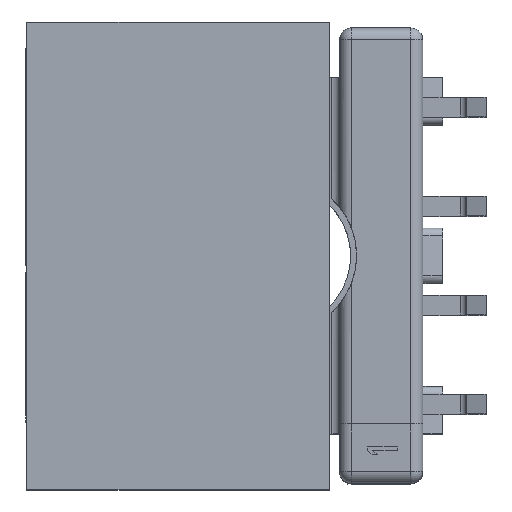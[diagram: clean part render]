
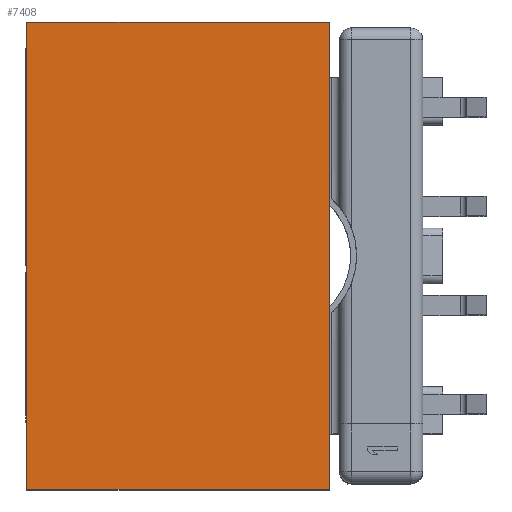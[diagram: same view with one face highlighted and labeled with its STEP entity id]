
A CAD part, top view. The second image highlights one B-rep face of the part: STEP entity #7408.
In plain terms, the highlighted planar face has unit normal (0, 0, 1).
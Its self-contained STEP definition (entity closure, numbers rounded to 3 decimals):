
#744=FACE_OUTER_BOUND('',#1175,.T.);
#1175=EDGE_LOOP('',(#5829,#5830,#5831,#5832));
#1764=LINE('',#12071,#2533);
#1770=LINE('',#12084,#2539);
#1787=LINE('',#12170,#2556);
#1788=LINE('',#12171,#2557);
#2533=VECTOR('',#8756,10.);
#2539=VECTOR('',#8766,10.);
#2556=VECTOR('',#8793,10.);
#2557=VECTOR('',#8794,10.);
#3288=VERTEX_POINT('',#12067);
#3290=VERTEX_POINT('',#12070);
#3293=VERTEX_POINT('',#12078);
#3295=VERTEX_POINT('',#12082);
#4182=EDGE_CURVE('',#3288,#3290,#1764,.T.);
#4188=EDGE_CURVE('',#3293,#3295,#1770,.T.);
#4213=EDGE_CURVE('',#3293,#3288,#1787,.T.);
#4214=EDGE_CURVE('',#3290,#3295,#1788,.T.);
#5829=ORIENTED_EDGE('',*,*,#4213,.F.);
#5830=ORIENTED_EDGE('',*,*,#4188,.T.);
#5831=ORIENTED_EDGE('',*,*,#4214,.F.);
#5832=ORIENTED_EDGE('',*,*,#4182,.F.);
#7077=PLANE('',#7781);
#7408=ADVANCED_FACE('',(#744),#7077,.T.);
#7781=AXIS2_PLACEMENT_3D('',#12169,#8791,#8792);
#8756=DIRECTION('',(0.,1.,0.));
#8766=DIRECTION('',(0.,1.,0.));
#8791=DIRECTION('center_axis',(0.,0.,1.));
#8792=DIRECTION('ref_axis',(1.,0.,0.));
#8793=DIRECTION('',(-1.,0.,0.));
#8794=DIRECTION('',(1.,0.,0.));
#12067=CARTESIAN_POINT('',(-7.9,-0.15,-0.5));
#12070=CARTESIAN_POINT('',(-7.9,11.65,-0.5));
#12071=CARTESIAN_POINT('',(-7.9,-0.15,-0.5));
#12078=CARTESIAN_POINT('',(-0.25,-0.15,-0.5));
#12082=CARTESIAN_POINT('',(-0.25,11.65,-0.5));
#12084=CARTESIAN_POINT('',(-0.25,-0.15,-0.5));
#12169=CARTESIAN_POINT('Origin',(-7.9,-0.15,-0.5));
#12170=CARTESIAN_POINT('',(-0.25,-0.15,-0.5));
#12171=CARTESIAN_POINT('',(-0.25,11.65,-0.5));
